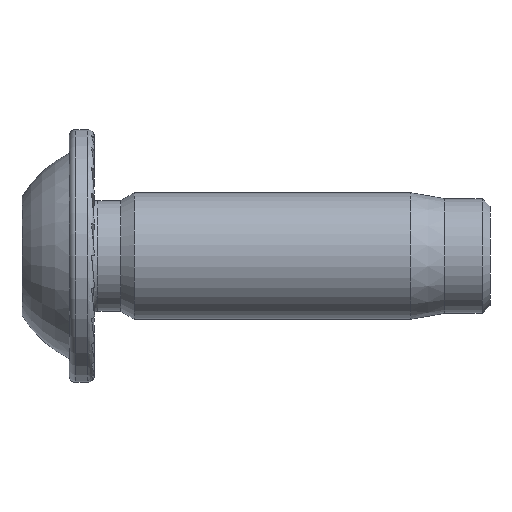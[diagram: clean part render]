
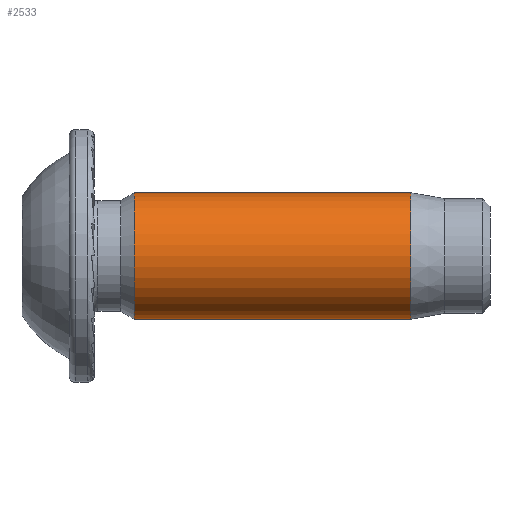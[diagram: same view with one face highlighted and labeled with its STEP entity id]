
A CAD part, left-side view. The second image highlights one B-rep face of the part: STEP entity #2533.
In plain terms, the highlighted cylindrical face has radius 4 mm (diameter 8 mm), a partial arc.
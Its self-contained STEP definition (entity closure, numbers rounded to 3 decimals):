
#124 = EDGE_CURVE ( 'NONE', #3884, #2227, #3971, .T. ) ;
#130 = DIRECTION ( 'NONE',  ( 0., 0., 1. ) ) ;
#139 = ORIENTED_EDGE ( 'NONE', *, *, #3426, .T. ) ;
#202 = EDGE_LOOP ( 'NONE', ( #3688, #1718, #139, #2724 ) ) ;
#266 = EDGE_CURVE ( 'NONE', #1841, #3431, #1203, .T. ) ;
#1032 = CYLINDRICAL_SURFACE ( 'NONE', #2540, 4. ) ;
#1155 = DIRECTION ( 'NONE',  ( 0., 1., 0. ) ) ;
#1203 = CIRCLE ( 'NONE', #4322, 4. ) ;
#1289 = CARTESIAN_POINT ( 'NONE',  ( 0., -20., -4. ) ) ;
#1291 = DIRECTION ( 'NONE',  ( 0., 0., 1. ) ) ;
#1320 = EDGE_CURVE ( 'NONE', #1841, #3884, #1829, .T. ) ;
#1636 = DIRECTION ( 'NONE',  ( 0., 1., 0. ) ) ;
#1699 = DIRECTION ( 'NONE',  ( 0., 1., 0. ) ) ;
#1711 = CARTESIAN_POINT ( 'NONE',  ( 0., -20., 4. ) ) ;
#1718 = ORIENTED_EDGE ( 'NONE', *, *, #266, .T. ) ;
#1829 = LINE ( 'NONE', #3149, #4625 ) ;
#1841 = VERTEX_POINT ( 'NONE', #1289 ) ;
#2227 = VERTEX_POINT ( 'NONE', #2556 ) ;
#2293 = DIRECTION ( 'NONE',  ( 0., 1., 0. ) ) ;
#2336 = FACE_OUTER_BOUND ( 'NONE', #202, .T. ) ;
#2533 = ADVANCED_FACE ( 'NONE', ( #2336 ), #1032, .T. ) ;
#2540 = AXIS2_PLACEMENT_3D ( 'NONE', #3557, #4574, #1291 ) ;
#2553 = LINE ( 'NONE', #3194, #3580 ) ;
#2556 = CARTESIAN_POINT ( 'NONE',  ( 0., -2.5, 4. ) ) ;
#2724 = ORIENTED_EDGE ( 'NONE', *, *, #124, .F. ) ;
#3149 = CARTESIAN_POINT ( 'NONE',  ( 0., 6.585, -4. ) ) ;
#3194 = CARTESIAN_POINT ( 'NONE',  ( 0., 6.585, 4. ) ) ;
#3407 = CARTESIAN_POINT ( 'NONE',  ( 0., -20., 0. ) ) ;
#3426 = EDGE_CURVE ( 'NONE', #3431, #2227, #2553, .T. ) ;
#3431 = VERTEX_POINT ( 'NONE', #1711 ) ;
#3439 = CARTESIAN_POINT ( 'NONE',  ( 0., -2.5, -4. ) ) ;
#3557 = CARTESIAN_POINT ( 'NONE',  ( 0., 6.585, 0. ) ) ;
#3580 = VECTOR ( 'NONE', #1699, 1000. ) ;
#3688 = ORIENTED_EDGE ( 'NONE', *, *, #1320, .F. ) ;
#3826 = DIRECTION ( 'NONE',  ( 0., 0., 1. ) ) ;
#3884 = VERTEX_POINT ( 'NONE', #3439 ) ;
#3971 = CIRCLE ( 'NONE', #4387, 4. ) ;
#4322 = AXIS2_PLACEMENT_3D ( 'NONE', #3407, #1155, #3826 ) ;
#4387 = AXIS2_PLACEMENT_3D ( 'NONE', #4486, #2293, #130 ) ;
#4486 = CARTESIAN_POINT ( 'NONE',  ( 0., -2.5, 0. ) ) ;
#4574 = DIRECTION ( 'NONE',  ( 0., 1., 0. ) ) ;
#4625 = VECTOR ( 'NONE', #1636, 1000. ) ;
